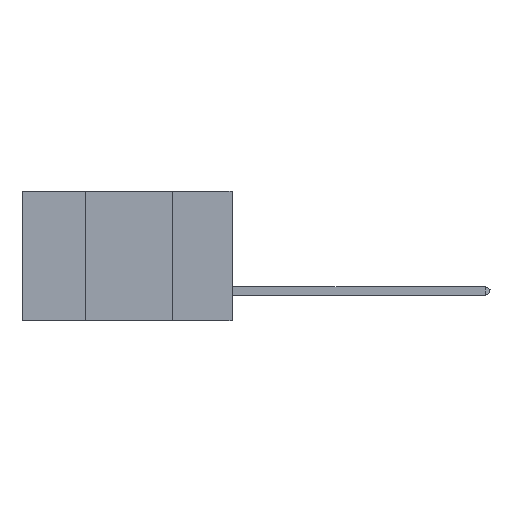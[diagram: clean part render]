
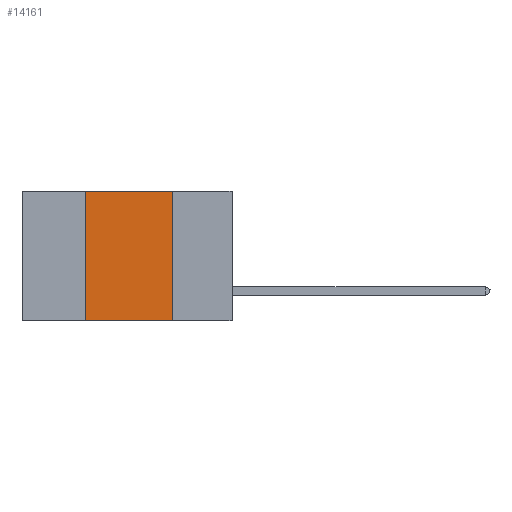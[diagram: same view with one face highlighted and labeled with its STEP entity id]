
A CAD part, left-side view. The second image highlights one B-rep face of the part: STEP entity #14161.
In plain terms, the highlighted planar face has unit normal (-1, 0, 0).
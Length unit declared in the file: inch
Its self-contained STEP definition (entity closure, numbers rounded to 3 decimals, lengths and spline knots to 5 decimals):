
#12 = EDGE_CURVE ( 'NONE', #12091, #7337, #4287, .T. ) ;
#1602 = PLANE ( 'NONE',  #18249 ) ;
#1777 = DIRECTION ( 'NONE',  ( 0., 0., -1. ) ) ;
#2026 = VECTOR ( 'NONE', #7579, 39.37008 ) ;
#2957 = CARTESIAN_POINT ( 'NONE',  ( 0., 0.42, -0.37 ) ) ;
#4036 = EDGE_CURVE ( 'NONE', #6634, #7337, #6000, .T. ) ;
#4141 = VERTEX_POINT ( 'NONE', #16443 ) ;
#4287 = LINE ( 'NONE', #15234, #9414 ) ;
#6000 = LINE ( 'NONE', #12438, #20676 ) ;
#6634 = VERTEX_POINT ( 'NONE', #2957 ) ;
#7337 = VERTEX_POINT ( 'NONE', #18243 ) ;
#7357 = ORIENTED_EDGE ( 'NONE', *, *, #12299, .F. ) ;
#7479 = DIRECTION ( 'NONE',  ( 0., 0., -1. ) ) ;
#7579 = DIRECTION ( 'NONE',  ( 0., 0., 1. ) ) ;
#9414 = VECTOR ( 'NONE', #1777, 39.37008 ) ;
#11335 = LINE ( 'NONE', #15825, #2026 ) ;
#11350 = EDGE_LOOP ( 'NONE', ( #19382, #16877, #7357, #13943 ) ) ;
#12091 = VERTEX_POINT ( 'NONE', #23479 ) ;
#12299 = EDGE_CURVE ( 'NONE', #6634, #4141, #11335, .T. ) ;
#12438 = CARTESIAN_POINT ( 'NONE',  ( 0., 0.6, -0.37 ) ) ;
#12733 = FACE_OUTER_BOUND ( 'NONE', #11350, .T. ) ;
#13856 = LINE ( 'NONE', #24242, #17427 ) ;
#13943 = ORIENTED_EDGE ( 'NONE', *, *, #4036, .T. ) ;
#14161 = ADVANCED_FACE ( 'NONE', ( #12733 ), #1602, .F. ) ;
#14192 = DIRECTION ( 'NONE',  ( 1., 0., 0. ) ) ;
#14760 = DIRECTION ( 'NONE',  ( 0., -1., 0. ) ) ;
#15234 = CARTESIAN_POINT ( 'NONE',  ( 0., 0.17, 0. ) ) ;
#15825 = CARTESIAN_POINT ( 'NONE',  ( 0., 0.42, 0. ) ) ;
#16443 = CARTESIAN_POINT ( 'NONE',  ( 0., 0.42, 0. ) ) ;
#16877 = ORIENTED_EDGE ( 'NONE', *, *, #19320, .F. ) ;
#17427 = VECTOR ( 'NONE', #14760, 39.37008 ) ;
#18243 = CARTESIAN_POINT ( 'NONE',  ( 0., 0.17, -0.37 ) ) ;
#18249 = AXIS2_PLACEMENT_3D ( 'NONE', #18475, #14192, #7479 ) ;
#18475 = CARTESIAN_POINT ( 'NONE',  ( 0., 0.6, 0. ) ) ;
#19320 = EDGE_CURVE ( 'NONE', #4141, #12091, #13856, .T. ) ;
#19382 = ORIENTED_EDGE ( 'NONE', *, *, #12, .F. ) ;
#19928 = DIRECTION ( 'NONE',  ( 0., -1., 0. ) ) ;
#20676 = VECTOR ( 'NONE', #19928, 39.37008 ) ;
#23479 = CARTESIAN_POINT ( 'NONE',  ( 0., 0.17, 0. ) ) ;
#24242 = CARTESIAN_POINT ( 'NONE',  ( 0., 0.6, 0. ) ) ;
